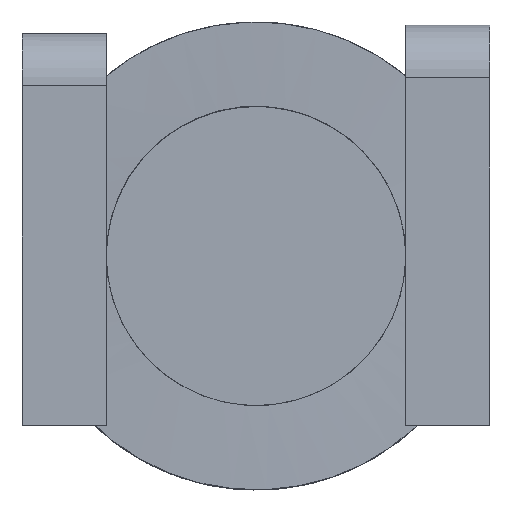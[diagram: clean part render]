
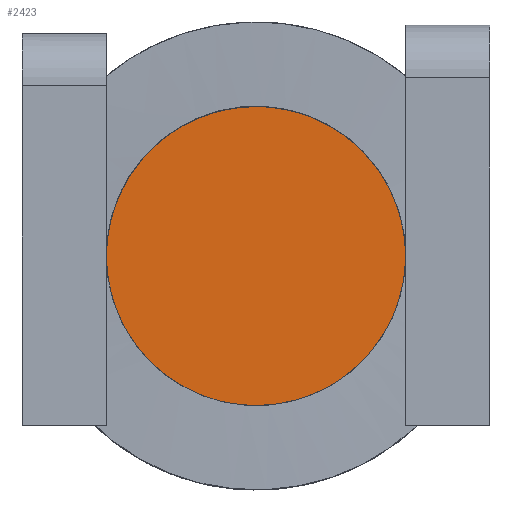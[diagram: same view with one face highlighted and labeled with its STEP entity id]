
A CAD part, top view. The second image highlights one B-rep face of the part: STEP entity #2423.
In plain terms, the highlighted face is planar.
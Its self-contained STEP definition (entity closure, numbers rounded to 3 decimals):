
#205=CIRCLE('',#2537,4.8);
#550=ORIENTED_EDGE('',*,*,#924,.T.);
#924=EDGE_CURVE('',#1126,#1126,#205,.T.);
#1126=VERTEX_POINT('',#4589);
#1425=EDGE_LOOP('',(#550));
#1538=FACE_BOUND('',#1425,.T.);
#1619=PLANE('',#2538);
#2423=ADVANCED_FACE('',(#1538),#1619,.T.);
#2537=AXIS2_PLACEMENT_3D('',#4588,#2781,#2782);
#2538=AXIS2_PLACEMENT_3D('',#4590,#2783,#2784);
#2781=DIRECTION('',(0.,0.,-1.));
#2782=DIRECTION('',(-1.,0.,0.));
#2783=DIRECTION('',(0.,0.,-1.));
#2784=DIRECTION('',(1.,0.,0.));
#4588=CARTESIAN_POINT('',(0.,0.,4.29));
#4589=CARTESIAN_POINT('',(-4.8,0.,4.29));
#4590=CARTESIAN_POINT('',(0.,0.,4.29));
